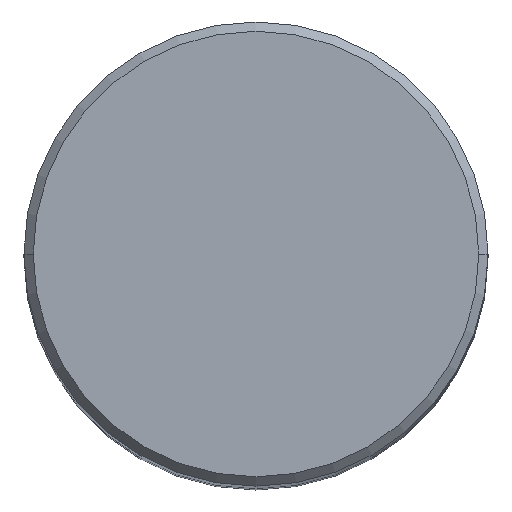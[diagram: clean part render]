
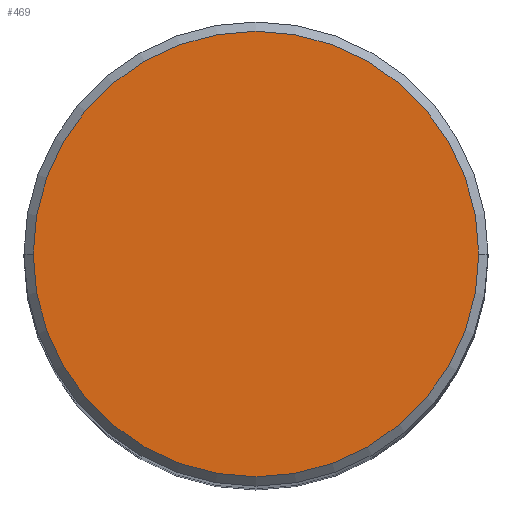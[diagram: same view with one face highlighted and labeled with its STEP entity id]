
A CAD part, top view. The second image highlights one B-rep face of the part: STEP entity #469.
In plain terms, the highlighted planar face has unit normal (0, 0, 1).
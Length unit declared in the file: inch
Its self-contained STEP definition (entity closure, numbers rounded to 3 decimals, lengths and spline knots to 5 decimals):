
#14 = ORIENTED_EDGE ( 'NONE', *, *, #261, .T. ) ;
#28 = DIRECTION ( 'NONE',  ( -1., 0., 0. ) ) ;
#63 = CIRCLE ( 'NONE', #345, 0.48 ) ;
#81 = DIRECTION ( 'NONE',  ( 1., 0., 0. ) ) ;
#86 = CARTESIAN_POINT ( 'NONE',  ( 0., 0., 0. ) ) ;
#126 = CIRCLE ( 'NONE', #294, 0.48 ) ;
#138 = DIRECTION ( 'NONE',  ( 1., 0., 0. ) ) ;
#161 = VERTEX_POINT ( 'NONE', #246 ) ;
#175 = AXIS2_PLACEMENT_3D ( 'NONE', #177, #407, #28 ) ;
#177 = CARTESIAN_POINT ( 'NONE',  ( 0., 0.48, 0. ) ) ;
#178 = CARTESIAN_POINT ( 'NONE',  ( -0.48, 0., 0. ) ) ;
#246 = CARTESIAN_POINT ( 'NONE',  ( 0.48, 0., 0. ) ) ;
#254 = DIRECTION ( 'NONE',  ( 0., 0., 1. ) ) ;
#256 = FACE_OUTER_BOUND ( 'NONE', #463, .T. ) ;
#261 = EDGE_CURVE ( 'NONE', #161, #376, #126, .T. ) ;
#294 = AXIS2_PLACEMENT_3D ( 'NONE', #86, #424, #81 ) ;
#345 = AXIS2_PLACEMENT_3D ( 'NONE', #373, #254, #138 ) ;
#373 = CARTESIAN_POINT ( 'NONE',  ( 0., 0., 0. ) ) ;
#376 = VERTEX_POINT ( 'NONE', #178 ) ;
#407 = DIRECTION ( 'NONE',  ( 0., 0., -1. ) ) ;
#409 = PLANE ( 'NONE',  #175 ) ;
#424 = DIRECTION ( 'NONE',  ( 0., 0., 1. ) ) ;
#426 = EDGE_CURVE ( 'NONE', #376, #161, #63, .T. ) ;
#463 = EDGE_LOOP ( 'NONE', ( #467, #14 ) ) ;
#467 = ORIENTED_EDGE ( 'NONE', *, *, #426, .T. ) ;
#469 = ADVANCED_FACE ( 'NONE', ( #256 ), #409, .F. ) ;
